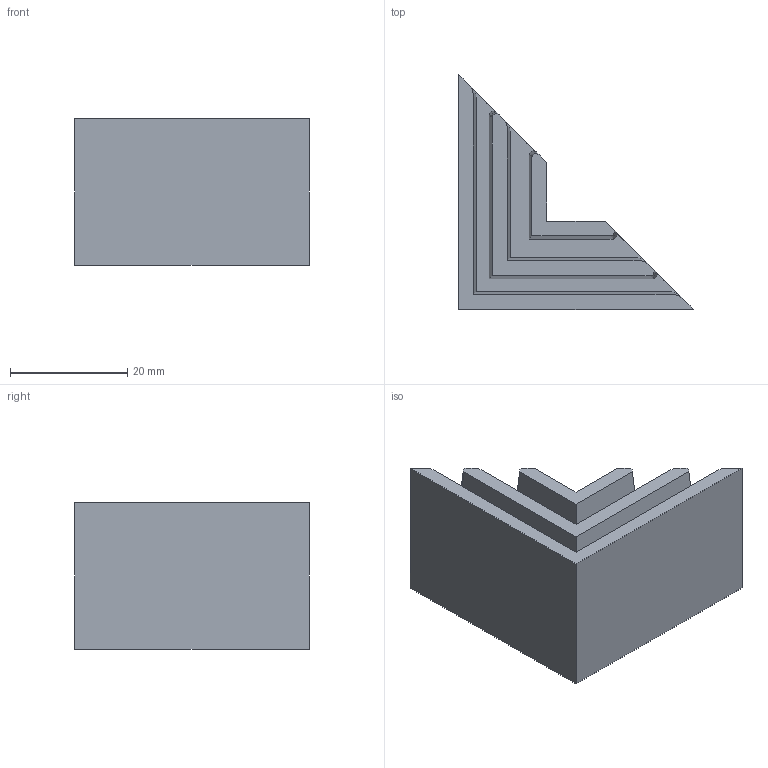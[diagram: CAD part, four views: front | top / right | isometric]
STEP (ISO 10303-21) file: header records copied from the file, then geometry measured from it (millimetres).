
FILE_DESCRIPTION(('FreeCAD Model'),'2;1');
FILE_NAME('Open CASCADE Shape Model','2025-02-04T22:09:51',(''),(''), 'Open CASCADE STEP processor 7.8','FreeCAD','Unknown');
FILE_SCHEMA(('AUTOMOTIVE_DESIGN { 1 0 10303 214 1 1 1 1 }'));
Length unit declared in the file: millimetre
Products named in the file (1): Body
Bounding box: 40 x 40 x 25 mm (x, y, z)
Volume: 13177.9 mm3
Topology: 1 solids, 3 shells, 54 faces, 142 edges, 84 vertices
Faces by surface type: plane 34, cylinder 16, bspline 4
Entity records: 1924 total; most frequent: CARTESIAN_POINT 673, ORIENTED_EDGE 268, DIRECTION 236, EDGE_CURVE 134, LINE 102, VECTOR 102, VERTEX_POINT 84, AXIS2_PLACEMENT_3D 67
